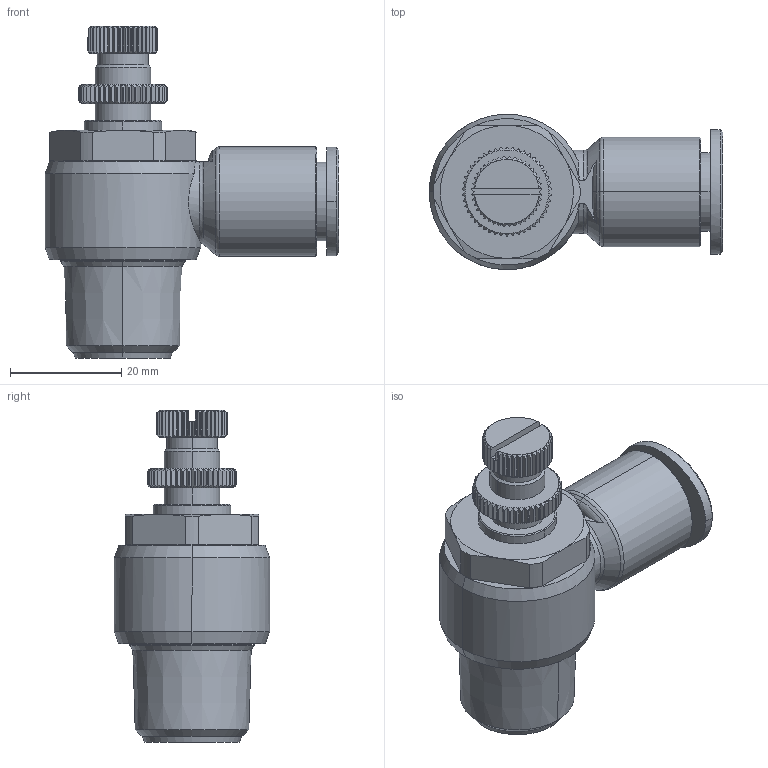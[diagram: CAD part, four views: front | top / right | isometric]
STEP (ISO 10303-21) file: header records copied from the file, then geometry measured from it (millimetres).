
FILE_DESCRIPTION((''),'2;1');
FILE_NAME('GNSE 1204(3D).stp','2012-12-17T11:37:12',(''),(''),'Mechanical Desktop.R8.0.24.0','Mechanical Desktop.R8.0.24.0',', , ');
FILE_SCHEMA(('CONFIG_CONTROL_DESIGN'));
Length unit declared in the file: millimetre
Products named in the file (2): GNSE 1204(3D); ºÎÇ°1
Assembly tree (1 placements, depth 2):
  GNSE 1204(3D)
    ºÎÇ°1
Bounding box: 52.9 x 28 x 59.8 mm (x, y, z)
Volume: 26197 mm3; surface area: 8887.1 mm2
Topology: 1 solids, 1 shells, 874 faces, 2326 edges, 1477 vertices
Faces by surface type: plane 531, cylinder 199, cone 130, bspline 10, torus 4
Entity records: 27998 total; most frequent: CARTESIAN_POINT 7379, ORIENTED_EDGE 4652, DIRECTION 3900, EDGE_CURVE 2326, VERTEX_POINT 1477, VECTOR 1402, LINE 1402, AXIS2_PLACEMENT_3D 1249
